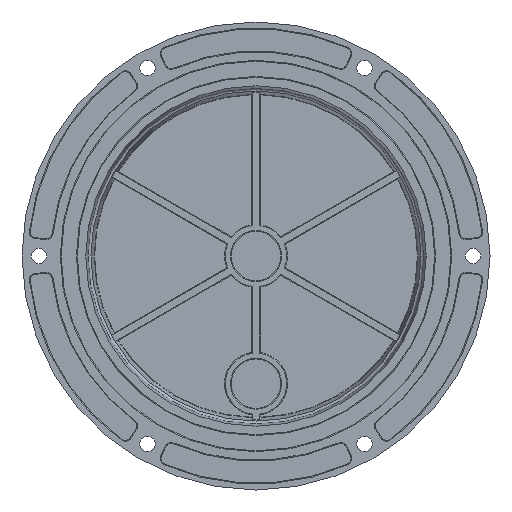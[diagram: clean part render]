
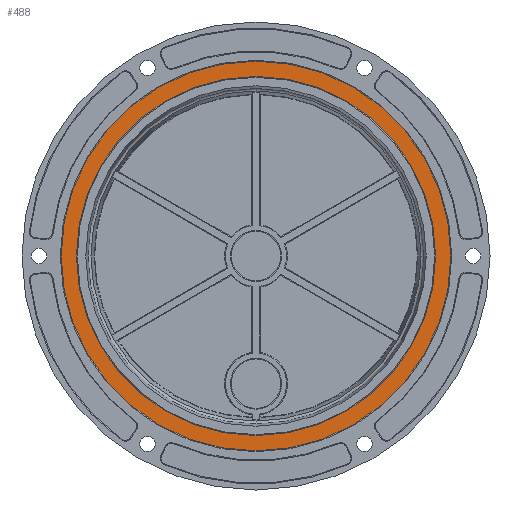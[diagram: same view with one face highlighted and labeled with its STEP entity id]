
A CAD part, front view. The second image highlights one B-rep face of the part: STEP entity #488.
In plain terms, the highlighted planar face has unit normal (0, -1, 0).
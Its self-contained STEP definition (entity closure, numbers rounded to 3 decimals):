
#200 = PLANE ( 'NONE',  #1241 ) ;
#488 = ADVANCED_FACE ( 'NONE', ( #4362, #1718 ), #200, .T. ) ;
#695 = CARTESIAN_POINT ( 'NONE',  ( 0., -17., 0. ) ) ;
#898 = CARTESIAN_POINT ( 'NONE',  ( 0., -17., 0. ) ) ;
#1241 = AXIS2_PLACEMENT_3D ( 'NONE', #695, #1719, #5301 ) ;
#1321 = CARTESIAN_POINT ( 'NONE',  ( 0., -17., -105.5 ) ) ;
#1421 = DIRECTION ( 'NONE',  ( 0., 0., -1. ) ) ;
#1718 = FACE_BOUND ( 'NONE', #2810, .T. ) ;
#1719 = DIRECTION ( 'NONE',  ( 0., -1., 0. ) ) ;
#1819 = VERTEX_POINT ( 'NONE', #1321 ) ;
#2535 = EDGE_CURVE ( 'NONE', #4668, #4668, #4010, .T. ) ;
#2783 = CARTESIAN_POINT ( 'NONE',  ( 0., -17., -114.5 ) ) ;
#2810 = EDGE_LOOP ( 'NONE', ( #2992 ) ) ;
#2992 = ORIENTED_EDGE ( 'NONE', *, *, #5457, .T. ) ;
#3279 = EDGE_LOOP ( 'NONE', ( #6112 ) ) ;
#3506 = DIRECTION ( 'NONE',  ( 0., 0., -1. ) ) ;
#3888 = AXIS2_PLACEMENT_3D ( 'NONE', #898, #4476, #1421 ) ;
#4010 = CIRCLE ( 'NONE', #4532, 114.5 ) ;
#4362 = FACE_OUTER_BOUND ( 'NONE', #3279, .T. ) ;
#4476 = DIRECTION ( 'NONE',  ( 0., 1., 0. ) ) ;
#4532 = AXIS2_PLACEMENT_3D ( 'NONE', #6644, #5096, #3506 ) ;
#4657 = CIRCLE ( 'NONE', #3888, 105.5 ) ;
#4668 = VERTEX_POINT ( 'NONE', #2783 ) ;
#5096 = DIRECTION ( 'NONE',  ( 0., -1., 0. ) ) ;
#5301 = DIRECTION ( 'NONE',  ( 0., 0., -1. ) ) ;
#5457 = EDGE_CURVE ( 'NONE', #1819, #1819, #4657, .T. ) ;
#6112 = ORIENTED_EDGE ( 'NONE', *, *, #2535, .T. ) ;
#6644 = CARTESIAN_POINT ( 'NONE',  ( 0., -17., 0. ) ) ;
